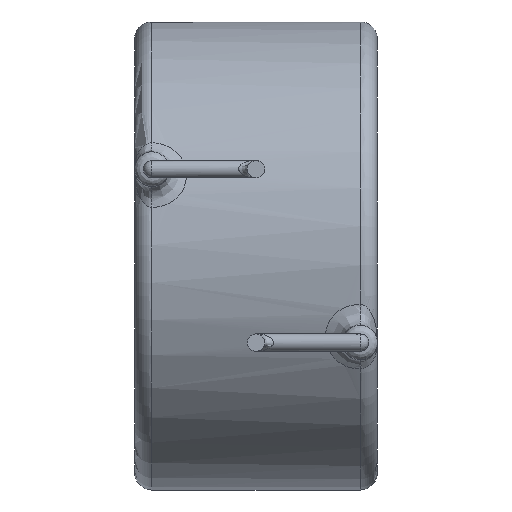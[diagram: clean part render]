
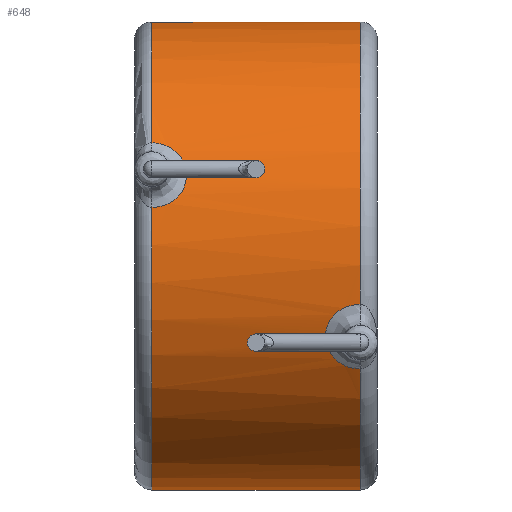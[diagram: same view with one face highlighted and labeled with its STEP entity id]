
A CAD part, left-side view. The second image highlights one B-rep face of the part: STEP entity #648.
In plain terms, the highlighted cylindrical face has radius 6.75 mm (diameter 13.5 mm), a full revolution.
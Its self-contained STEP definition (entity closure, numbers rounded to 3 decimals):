
#91=B_SPLINE_CURVE_WITH_KNOTS('',3,(#1431,#1432,#1433,#1434,#1435,#1436,
#1437,#1438,#1439),.UNSPECIFIED.,.F.,.F.,(4,1,1,1,1,1,4),(-0.325,
-0.267,-0.232,-0.139,-0.093,
-0.046,0.),.UNSPECIFIED.);
#98=B_SPLINE_CURVE_WITH_KNOTS('',3,(#1626,#1627,#1628,#1629,#1630,#1631,
#1632,#1633),.UNSPECIFIED.,.F.,.F.,(4,1,1,1,1,4),(-0.325,-0.279,
-0.232,-0.139,-0.046,0.),
 .UNSPECIFIED.);
#120=LINE('',#1710,#129);
#129=VECTOR('',#909,6.75);
#157=CIRCLE('',#723,6.75);
#160=CIRCLE('',#726,6.75);
#161=CIRCLE('',#727,6.75);
#166=CIRCLE('',#733,6.75);
#167=CIRCLE('',#734,6.75);
#168=CIRCLE('',#735,6.75);
#188=CYLINDRICAL_SURFACE('',#736,6.75);
#217=FACE_OUTER_BOUND('',#248,.T.);
#248=EDGE_LOOP('',(#548,#549,#550,#551,#552,#553,#554,#555,#556,#557));
#298=VERTEX_POINT('',#1366);
#299=VERTEX_POINT('',#1429);
#302=VERTEX_POINT('',#1514);
#304=VERTEX_POINT('',#1519);
#307=VERTEX_POINT('',#1567);
#308=VERTEX_POINT('',#1624);
#312=VERTEX_POINT('',#1703);
#313=VERTEX_POINT('',#1706);
#372=EDGE_CURVE('',#299,#298,#91,.T.);
#376=EDGE_CURVE('',#298,#302,#157,.T.);
#379=EDGE_CURVE('',#302,#304,#160,.T.);
#380=EDGE_CURVE('',#304,#299,#161,.T.);
#386=EDGE_CURVE('',#308,#307,#98,.T.);
#392=EDGE_CURVE('',#312,#308,#166,.T.);
#393=EDGE_CURVE('',#307,#313,#167,.T.);
#394=EDGE_CURVE('',#313,#312,#168,.T.);
#395=EDGE_CURVE('',#313,#304,#120,.T.);
#548=ORIENTED_EDGE('',*,*,#386,.F.);
#549=ORIENTED_EDGE('',*,*,#392,.F.);
#550=ORIENTED_EDGE('',*,*,#394,.F.);
#551=ORIENTED_EDGE('',*,*,#395,.T.);
#552=ORIENTED_EDGE('',*,*,#379,.F.);
#553=ORIENTED_EDGE('',*,*,#376,.F.);
#554=ORIENTED_EDGE('',*,*,#372,.F.);
#555=ORIENTED_EDGE('',*,*,#380,.F.);
#556=ORIENTED_EDGE('',*,*,#395,.F.);
#557=ORIENTED_EDGE('',*,*,#393,.F.);
#648=ADVANCED_FACE('',(#217),#188,.T.);
#723=AXIS2_PLACEMENT_3D('',#1515,#881,#882);
#726=AXIS2_PLACEMENT_3D('',#1520,#887,#888);
#727=AXIS2_PLACEMENT_3D('',#1521,#889,#890);
#733=AXIS2_PLACEMENT_3D('',#1705,#901,#902);
#734=AXIS2_PLACEMENT_3D('',#1707,#903,#904);
#735=AXIS2_PLACEMENT_3D('',#1708,#905,#906);
#736=AXIS2_PLACEMENT_3D('',#1709,#907,#908);
#881=DIRECTION('center_axis',(0.,-1.,0.));
#882=DIRECTION('ref_axis',(1.,0.,0.));
#887=DIRECTION('center_axis',(0.,-1.,0.));
#888=DIRECTION('ref_axis',(1.,0.,0.));
#889=DIRECTION('center_axis',(0.,-1.,0.));
#890=DIRECTION('ref_axis',(1.,0.,0.));
#901=DIRECTION('center_axis',(0.,1.,0.));
#902=DIRECTION('ref_axis',(1.,0.,0.));
#903=DIRECTION('center_axis',(0.,1.,0.));
#904=DIRECTION('ref_axis',(1.,0.,0.));
#905=DIRECTION('center_axis',(0.,1.,0.));
#906=DIRECTION('ref_axis',(1.,0.,0.));
#907=DIRECTION('center_axis',(0.,1.,0.));
#908=DIRECTION('ref_axis',(-1.,0.,0.));
#909=DIRECTION('',(0.,-1.,0.));
#1366=CARTESIAN_POINT('',(-5.911,0.5,-3.259));
#1429=CARTESIAN_POINT('',(-6.604,0.5,-1.397));
#1431=CARTESIAN_POINT('Ctrl Pts',(-6.604,0.5,-1.397));
#1432=CARTESIAN_POINT('Ctrl Pts',(-6.604,0.694,-1.397));
#1433=CARTESIAN_POINT('Ctrl Pts',(-6.586,1.001,-1.483));
#1434=CARTESIAN_POINT('Ctrl Pts',(-6.49,1.457,-1.88));
#1435=CARTESIAN_POINT('Ctrl Pts',(-6.31,1.569,-2.431));
#1436=CARTESIAN_POINT('Ctrl Pts',(-6.089,1.31,-2.92));
#1437=CARTESIAN_POINT('Ctrl Pts',(-5.951,0.963,-3.189));
#1438=CARTESIAN_POINT('Ctrl Pts',(-5.911,0.655,-3.259));
#1439=CARTESIAN_POINT('Ctrl Pts',(-5.911,0.5,-3.259));
#1514=CARTESIAN_POINT('',(0.,0.5,-6.75));
#1515=CARTESIAN_POINT('Origin',(0.,0.5,0.));
#1519=CARTESIAN_POINT('',(6.75,0.5,0.));
#1520=CARTESIAN_POINT('Origin',(0.,0.5,0.));
#1521=CARTESIAN_POINT('Origin',(0.,0.5,0.));
#1567=CARTESIAN_POINT('',(-5.911,6.5,3.259));
#1624=CARTESIAN_POINT('',(-6.604,6.5,1.397));
#1626=CARTESIAN_POINT('Ctrl Pts',(-6.604,6.5,1.397));
#1627=CARTESIAN_POINT('Ctrl Pts',(-6.604,6.345,1.397));
#1628=CARTESIAN_POINT('Ctrl Pts',(-6.59,6.037,1.464));
#1629=CARTESIAN_POINT('Ctrl Pts',(-6.502,5.551,1.843));
#1630=CARTESIAN_POINT('Ctrl Pts',(-6.263,5.401,2.576));
#1631=CARTESIAN_POINT('Ctrl Pts',(-5.971,5.882,3.152));
#1632=CARTESIAN_POINT('Ctrl Pts',(-5.911,6.345,3.259));
#1633=CARTESIAN_POINT('Ctrl Pts',(-5.911,6.5,3.259));
#1703=CARTESIAN_POINT('',(0.,6.5,-6.75));
#1705=CARTESIAN_POINT('Origin',(0.,6.5,0.));
#1706=CARTESIAN_POINT('',(6.75,6.5,0.));
#1707=CARTESIAN_POINT('Origin',(0.,6.5,0.));
#1708=CARTESIAN_POINT('Origin',(0.,6.5,0.));
#1709=CARTESIAN_POINT('Origin',(0.,0.,0.));
#1710=CARTESIAN_POINT('',(6.75,0.,0.));
